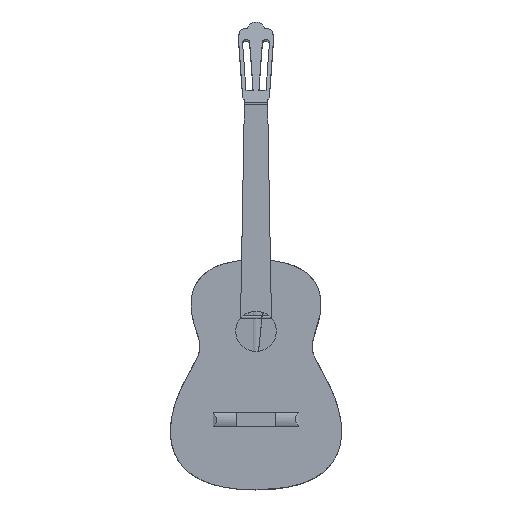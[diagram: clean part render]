
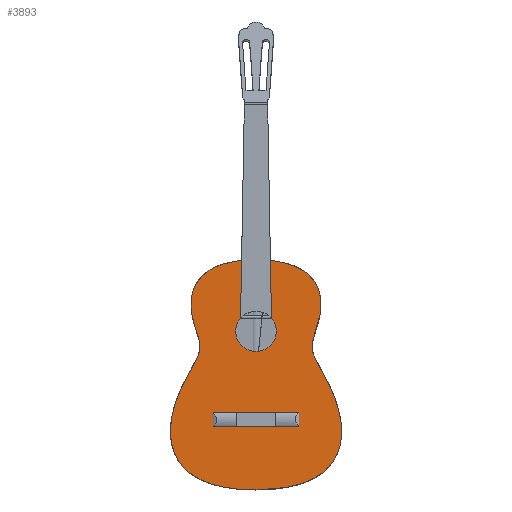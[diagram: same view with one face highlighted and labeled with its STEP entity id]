
A CAD part, top view. The second image highlights one B-rep face of the part: STEP entity #3893.
In plain terms, the highlighted planar face has unit normal (0, 0, 1).
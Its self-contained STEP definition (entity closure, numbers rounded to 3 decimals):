
#29=FACE_BOUND('',#793,.T.);
#36=(
BOUNDED_CURVE()
B_SPLINE_CURVE(5,(#5649,#5650,#5651,#5652,#5653,#5654,#5655,#5656),
 .UNSPECIFIED.,.F.,.F.)
B_SPLINE_CURVE_WITH_KNOTS((6,1,1,6),(-1.,-0.5,-0.376,0.),
 .UNSPECIFIED.)
CURVE()
GEOMETRIC_REPRESENTATION_ITEM()
RATIONAL_B_SPLINE_CURVE((1.,1.,1.,1.,1.,1.,1.,1.))
REPRESENTATION_ITEM('')
);
#38=(
BOUNDED_CURVE()
B_SPLINE_CURVE(5,(#5682,#5683,#5684,#5685,#5686,#5687,#5688,#5689),
 .UNSPECIFIED.,.F.,.F.)
B_SPLINE_CURVE_WITH_KNOTS((6,1,1,6),(0.,0.376,0.5,1.),
 .UNSPECIFIED.)
CURVE()
GEOMETRIC_REPRESENTATION_ITEM()
RATIONAL_B_SPLINE_CURVE((1.,1.,1.,1.,1.,1.,1.,1.))
REPRESENTATION_ITEM('')
);
#313=CIRCLE('',#4191,42.508);
#538=FACE_OUTER_BOUND('',#792,.T.);
#792=EDGE_LOOP('',(#2806,#2807));
#793=EDGE_LOOP('',(#2808));
#1658=VERTEX_POINT('',#5615);
#1662=VERTEX_POINT('',#5646);
#1663=VERTEX_POINT('',#5648);
#2083=EDGE_CURVE('',#1658,#1658,#313,.T.);
#2088=EDGE_CURVE('',#1663,#1662,#36,.T.);
#2091=EDGE_CURVE('',#1662,#1663,#38,.T.);
#2806=ORIENTED_EDGE('',*,*,#2091,.T.);
#2807=ORIENTED_EDGE('',*,*,#2088,.T.);
#2808=ORIENTED_EDGE('',*,*,#2083,.T.);
#3729=PLANE('',#4193);
#3893=ADVANCED_FACE('',(#538,#29),#3729,.T.);
#4191=AXIS2_PLACEMENT_3D('',#5616,#4646,#4647);
#4193=AXIS2_PLACEMENT_3D('',#5690,#4653,#4654);
#4646=DIRECTION('center_axis',(0.,0.,
-1.));
#4647=DIRECTION('ref_axis',(1.,0.,0.));
#4653=DIRECTION('center_axis',(0.,0.,
1.));
#4654=DIRECTION('ref_axis',(1.,0.,0.));
#5615=CARTESIAN_POINT('',(-42.509,92.714,-0.4));
#5616=CARTESIAN_POINT('Origin',(-0.001,92.714,-0.4));
#5646=CARTESIAN_POINT('',(0.,-240.632,-0.4));
#5648=CARTESIAN_POINT('',(0.,242.368,-0.4));
#5649=CARTESIAN_POINT('Ctrl Pts',(0.,242.368,
-0.4));
#5650=CARTESIAN_POINT('Ctrl Pts',(-141.471,242.368,-0.4));
#5651=CARTESIAN_POINT('Ctrl Pts',(-147.112,158.495,-0.4));
#5652=CARTESIAN_POINT('Ctrl Pts',(-135.82,79.664,-0.4));
#5653=CARTESIAN_POINT('Ctrl Pts',(-72.305,57.862,-0.4));
#5654=CARTESIAN_POINT('Ctrl Pts',(-175.571,-17.679,-0.4));
#5655=CARTESIAN_POINT('Ctrl Pts',(-253.961,-240.632,-0.4));
#5656=CARTESIAN_POINT('Ctrl Pts',(0.,-240.632,
-0.4));
#5682=CARTESIAN_POINT('Ctrl Pts',(0.,-240.632,
-0.4));
#5683=CARTESIAN_POINT('Ctrl Pts',(253.961,-240.632,-0.4));
#5684=CARTESIAN_POINT('Ctrl Pts',(175.571,-17.679,-0.4));
#5685=CARTESIAN_POINT('Ctrl Pts',(72.305,57.862,-0.4));
#5686=CARTESIAN_POINT('Ctrl Pts',(135.82,79.664,-0.4));
#5687=CARTESIAN_POINT('Ctrl Pts',(147.112,158.495,-0.4));
#5688=CARTESIAN_POINT('Ctrl Pts',(141.471,242.368,-0.4));
#5689=CARTESIAN_POINT('Ctrl Pts',(0.,242.368,
-0.4));
#5690=CARTESIAN_POINT('Origin',(0.,0.868,
-0.4));
